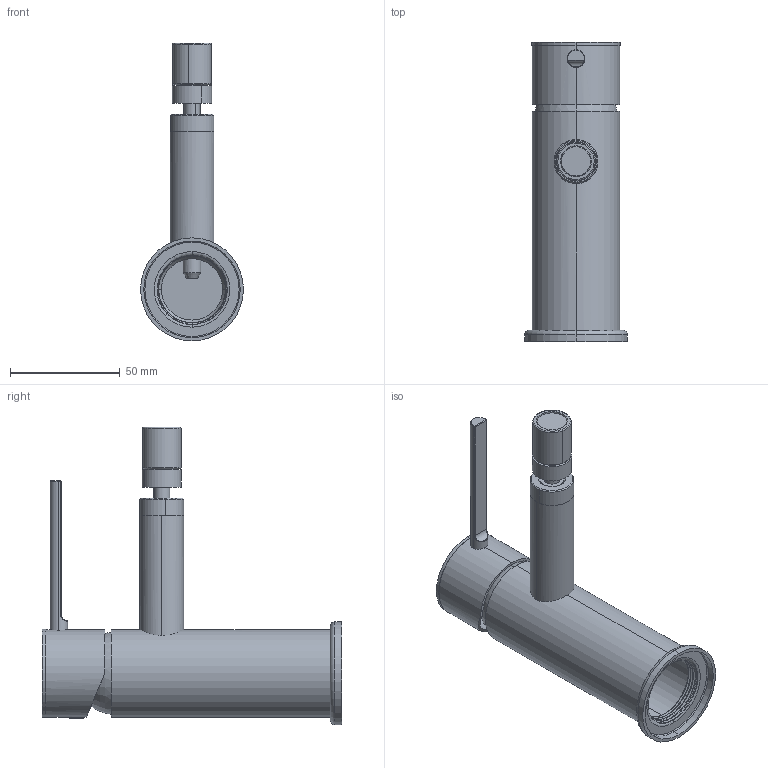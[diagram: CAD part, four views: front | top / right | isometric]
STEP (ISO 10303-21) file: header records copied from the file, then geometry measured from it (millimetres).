
FILE_DESCRIPTION (( 'STEP AP203' ), '1' );
FILE_NAME ('84BP11412.STEP', '2025-03-05T08:13:00', ( '' ), ( '' ), 'SwSTEP 2.0', 'SolidWorks 2021', '' );
FILE_SCHEMA (( 'CONFIG_CONTROL_DESIGN' ));
Length unit declared in the file: millimetre
Products named in the file (1): 84BP11412
Bounding box: 47 x 136.6 x 135.9 mm (x, y, z)
Volume: 56324.7 mm3; surface area: 55111.1 mm2
Topology: 12 solids, 12 shells, 228 faces, 519 edges, 326 vertices
Faces by surface type: cylinder 103, plane 52, cone 31, torus 24, bspline 14, sphere 4
Entity records: 10554 total; most frequent: CARTESIAN_POINT 5425, DIRECTION 1080, ORIENTED_EDGE 1034, EDGE_CURVE 517, AXIS2_PLACEMENT_3D 452, VERTEX_POINT 326, EDGE_LOOP 261, CIRCLE 237
